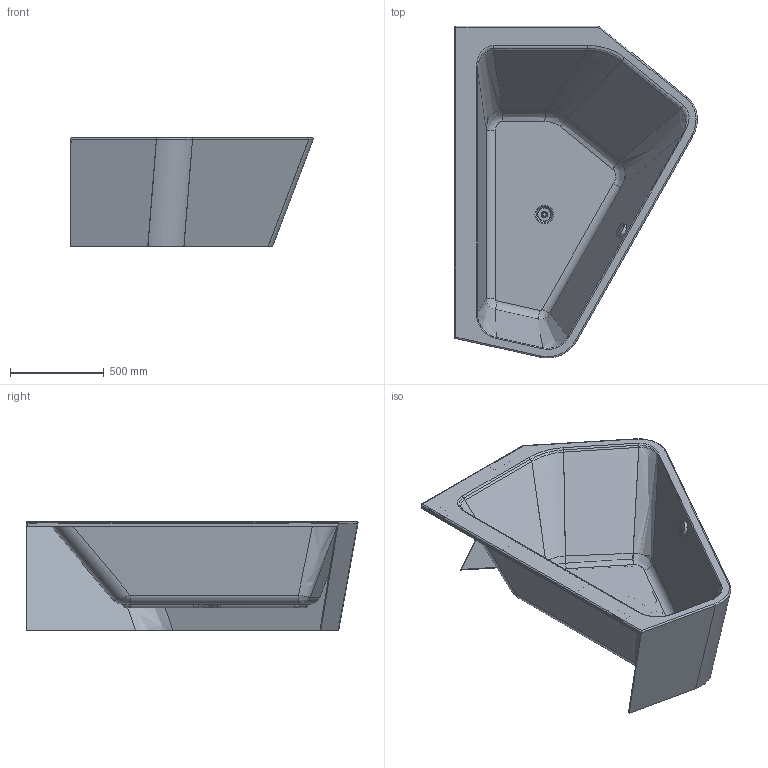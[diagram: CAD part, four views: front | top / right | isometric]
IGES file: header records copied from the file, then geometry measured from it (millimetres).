
Global section: file name: No Iges File Name specified; native system: Autodesk Inventor 2011; preprocessor: AutoDesk Inventor Iges Exporter R2011; author: Administrator; date: 20150529.075034; units: millimetre
Bounding box: 1293.94 x 1770.04 x 580 mm (x, y, z)
Volume: 31143334.6 mm3; surface area: 9099611 mm2
Topology: 3 solids, 3 shells, 312 faces, 825 edges, 507 vertices
Faces by surface type: plane 142, bspline 61, revolution 60, cylinder 33, torus 7, sphere 5, cone 4
Full cylindrical faces by diameter (mm): 9.2 x1, 13 x1, 14.5 x1, 24 x1, 32 x2, 72 x1
